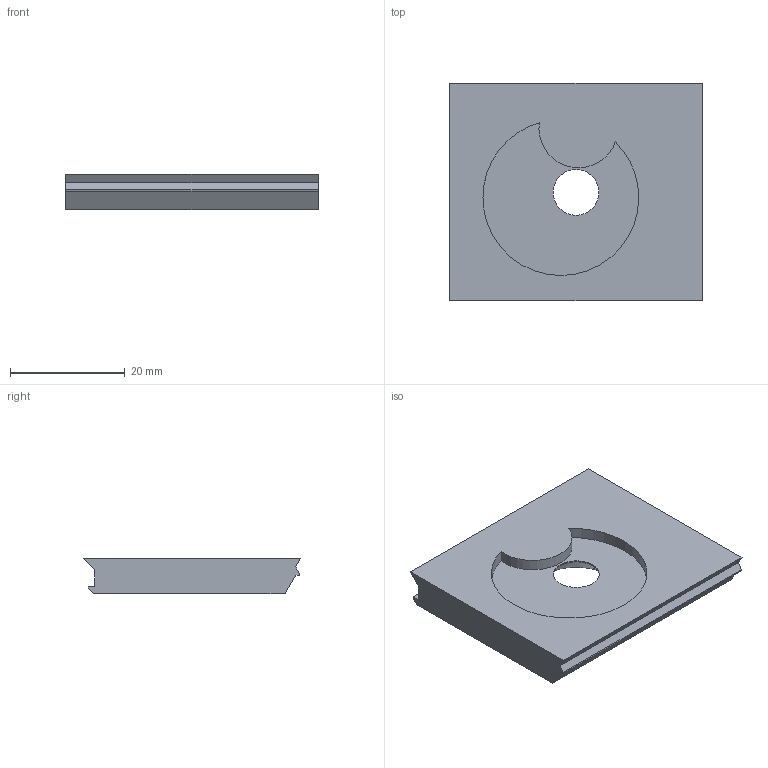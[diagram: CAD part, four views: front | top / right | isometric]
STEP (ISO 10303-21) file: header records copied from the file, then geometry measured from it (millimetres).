
FILE_DESCRIPTION (( 'STEP AP203' ), '1' );
FILE_NAME ('P25_Mouth_Grin.step', '2020-03-06T13:29:30', ( '' ), ( '' ), 'SwSTEP 2.0', 'SolidWorks 2018', '' );
FILE_SCHEMA (( 'CONFIG_CONTROL_DESIGN' ));
Length unit declared in the file: millimetre
Products named in the file (1): P25_Mouth_Grin
Bounding box: 44 x 37.87 x 6.2 mm (x, y, z)
Volume: 8001.6 mm3; surface area: 4491.6 mm2
Topology: 1 solids, 1 shells, 47 faces, 120 edges, 70 vertices
Faces by surface type: cone 18, cylinder 15, plane 14
Entity records: 1449 total; most frequent: CARTESIAN_POINT 250, DIRECTION 246, ORIENTED_EDGE 224, EDGE_CURVE 112, AXIS2_PLACEMENT_3D 90, VERTEX_POINT 70, VECTOR 66, LINE 66
